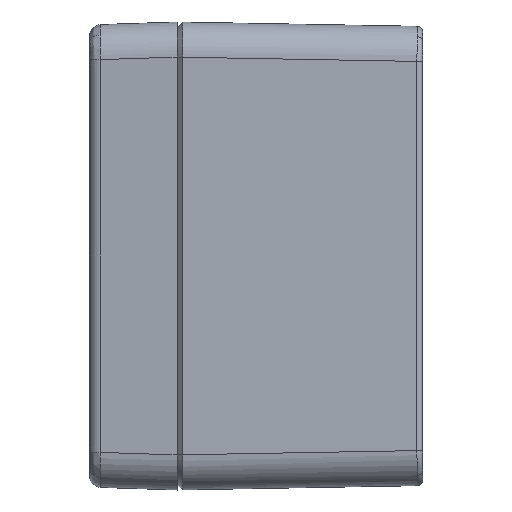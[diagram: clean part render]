
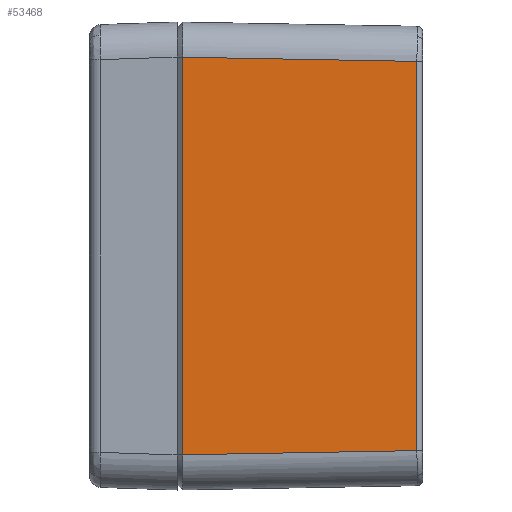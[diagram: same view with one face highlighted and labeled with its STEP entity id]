
A CAD part, left-side view. The second image highlights one B-rep face of the part: STEP entity #53468.
In plain terms, the highlighted planar face has unit normal (-1, -0.018, 0).
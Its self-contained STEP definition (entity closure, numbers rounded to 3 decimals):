
#4358 = VERTEX_POINT ( 'NONE', #23077 ) ;
#23077 = CARTESIAN_POINT ( 'NONE',  ( -61.768, -41.018, 33.268 ) ) ;
#40092 = DIRECTION ( 'NONE',  ( 0., 0., -1. ) ) ;
#40093 = VECTOR ( 'NONE', #40092, 1000. ) ;
#40094 = CARTESIAN_POINT ( 'NONE',  ( -62.482, -0.993, -40. ) ) ;
#40098 = LINE ( 'NONE', #40094, #40093 ) ;
#40928 = CARTESIAN_POINT ( 'NONE',  ( -62.482, -0.993, -33.983 ) ) ;
#40929 = LINE ( 'NONE', #40967, #40966 ) ;
#40930 = DIRECTION ( 'NONE',  ( -0.018, 1., 0.018 ) ) ;
#40931 = VECTOR ( 'NONE', #40930, 1000. ) ;
#40932 = CARTESIAN_POINT ( 'NONE',  ( -62.476, -1.321, 33.977 ) ) ;
#40933 = LINE ( 'NONE', #40932, #40931 ) ;
#40954 = CARTESIAN_POINT ( 'NONE',  ( -62.482, -0.993, 33.983 ) ) ;
#40964 = CARTESIAN_POINT ( 'NONE',  ( -61.768, -41.018, -33.268 ) ) ;
#40965 = DIRECTION ( 'NONE',  ( 0., 0., 1. ) ) ;
#40966 = VECTOR ( 'NONE', #40965, 1000. ) ;
#40967 = CARTESIAN_POINT ( 'NONE',  ( -61.768, -41.018, 33.251 ) ) ;
#40972 = DIRECTION ( 'NONE',  ( 0.018, -1., 0.018 ) ) ;
#40973 = VECTOR ( 'NONE', #40972, 1000. ) ;
#40974 = CARTESIAN_POINT ( 'NONE',  ( -62.502, 0.107, -34.003 ) ) ;
#40975 = LINE ( 'NONE', #40974, #40973 ) ;
#41054 = DIRECTION ( 'NONE',  ( 0.018, -1., 0. ) ) ;
#41055 = DIRECTION ( 'NONE',  ( -1., -0.018, 0. ) ) ;
#41056 = CARTESIAN_POINT ( 'NONE',  ( -62.5, 0., -40. ) ) ;
#41057 = AXIS2_PLACEMENT_3D ( 'NONE', #41056, #41055, #41054 ) ;
#41058 = PLANE ( 'NONE',  #41057 ) ;
#41059 = FACE_OUTER_BOUND ( 'NONE', #53417, .T. ) ;
#51972 = EDGE_CURVE ( 'NONE', #53421, #53427, #40098, .T. ) ;
#52025 = ORIENTED_EDGE ( 'NONE', *, *, #51972, .T. ) ;
#53416 = ORIENTED_EDGE ( 'NONE', *, *, #53438, .T. ) ;
#53417 = EDGE_LOOP ( 'NONE', ( #53416, #53430, #53426, #52025 ) ) ;
#53421 = VERTEX_POINT ( 'NONE', #40954 ) ;
#53425 = EDGE_CURVE ( 'NONE', #4358, #53421, #40933, .T. ) ;
#53426 = ORIENTED_EDGE ( 'NONE', *, *, #53425, .T. ) ;
#53427 = VERTEX_POINT ( 'NONE', #40928 ) ;
#53428 = EDGE_CURVE ( 'NONE', #53429, #4358, #40929, .T. ) ;
#53429 = VERTEX_POINT ( 'NONE', #40964 ) ;
#53430 = ORIENTED_EDGE ( 'NONE', *, *, #53428, .T. ) ;
#53438 = EDGE_CURVE ( 'NONE', #53427, #53429, #40975, .T. ) ;
#53468 = ADVANCED_FACE ( 'NONE', ( #41059 ), #41058, .T. ) ;
